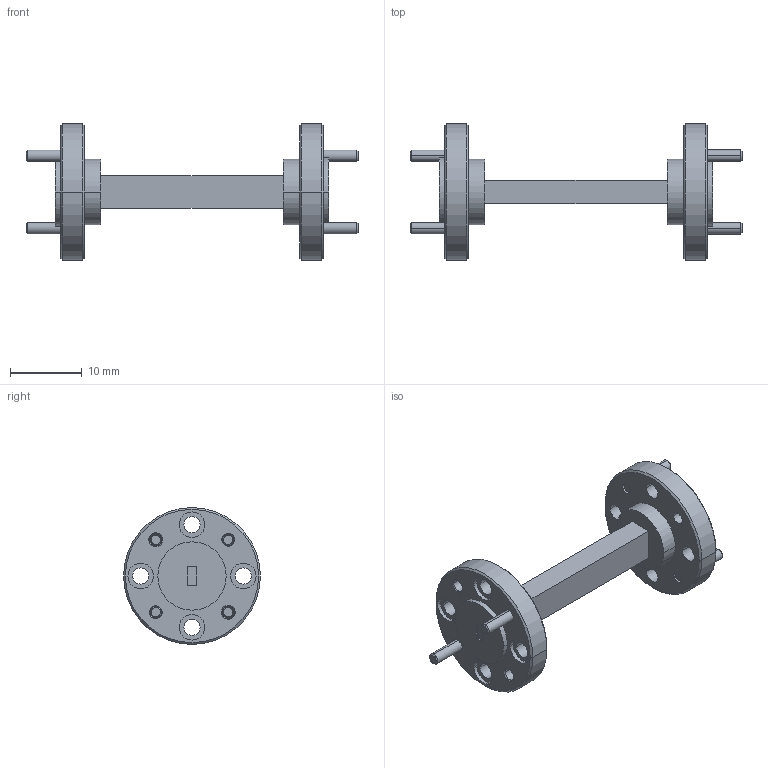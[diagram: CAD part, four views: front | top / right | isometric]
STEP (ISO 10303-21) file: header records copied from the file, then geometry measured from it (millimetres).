
FILE_DESCRIPTION (( 'STEP AP203' ), '1' );
FILE_NAME ('SWG-10015-FB .STEP', '2020-10-16T16:54:47', ( 'Windows User' ), ( '' ), 'SwSTEP 2.0', 'SolidWorks 2020', '' );
FILE_SCHEMA (( 'CONFIG_CONTROL_DESIGN' ));
Length unit declared in the file: inch
Products named in the file (1): SWG-10015-FB 
Bounding box: 46.23 x 19.05 x 19.05 mm (x, y, z)
Volume: 2541.9 mm3; surface area: 2459.1 mm2
Topology: 5 solids, 5 shells, 146 faces, 336 edges, 216 vertices
Faces by surface type: cylinder 68, cone 40, plane 38
Entity records: 4335 total; most frequent: DIRECTION 822, CARTESIAN_POINT 699, ORIENTED_EDGE 672, AXIS2_PLACEMENT_3D 339, EDGE_CURVE 336, VERTEX_POINT 216, EDGE_LOOP 194, CIRCLE 192
